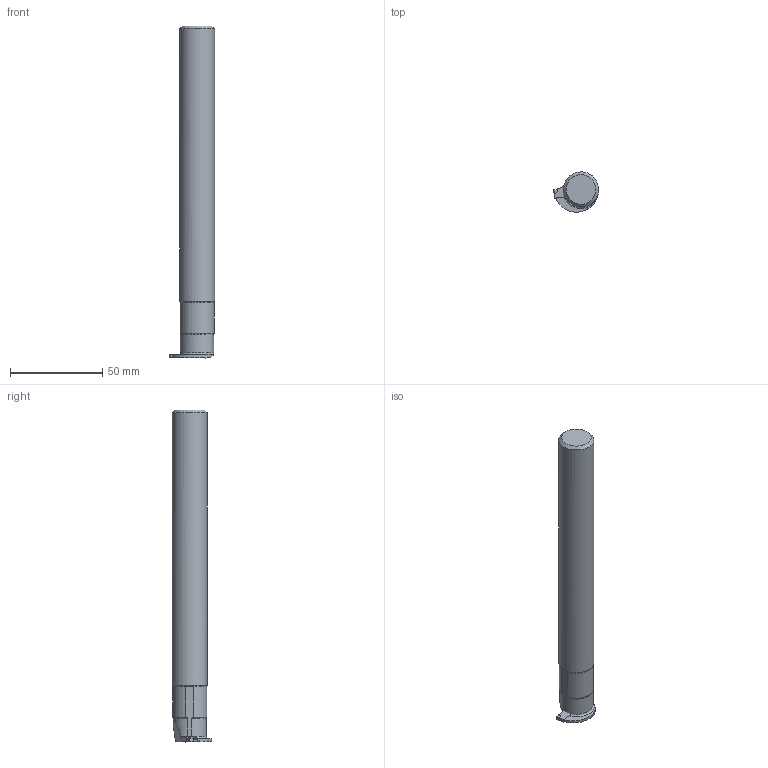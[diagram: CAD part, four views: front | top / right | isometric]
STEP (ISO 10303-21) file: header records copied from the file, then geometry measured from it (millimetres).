
FILE_DESCRIPTION(/* description */ (''),/* implementation_level */ '2;1');
FILE_NAME(/* name */ 'TOOLASSEMBLY_1.STP',/* time_stamp */ '2024-07-03T13:45:35+02:00',/* author */ (''),/* organization */ ('SMS'),/* preprocessor_version */ 'ST-DEVELOPER v16.7',/* originating_system */ 'SIEMENS PLM Software NX 12.0',/* authorisation */ '');
FILE_SCHEMA (('AUTOMOTIVE_DESIGN { 1 0 10303 214 3 1 1 1 }'));
Length unit declared in the file: millimetre
Products named in the file (4): ASSEMBLY_CONSTRUCTION; CUT_20240703134313; NOCUT_20240703134220; TOOLASSEMBLY_1
Assembly tree (3 placements, depth 2):
  TOOLASSEMBLY_1
    NOCUT_20240703134220
    CUT_20240703134313
    ASSEMBLY_CONSTRUCTION
Bounding box: 24.55 x 21.51 x 180 mm (x, y, z)
Volume: 50465.7 mm3; surface area: 11656.3 mm2
Topology: 2 solids, 2 shells, 102 faces, 264 edges, 170 vertices
Faces by surface type: plane 38, bspline 33, cylinder 26, torus 4, cone 1
Full cylindrical faces by diameter (mm): 19.05 x1
Entity records: 4135 total; most frequent: CARTESIAN_POINT 1787, ORIENTED_EDGE 520, DIRECTION 390, EDGE_CURVE 260, VERTEX_POINT 164, AXIS2_PLACEMENT_3D 140, LINE 110, VECTOR 110
